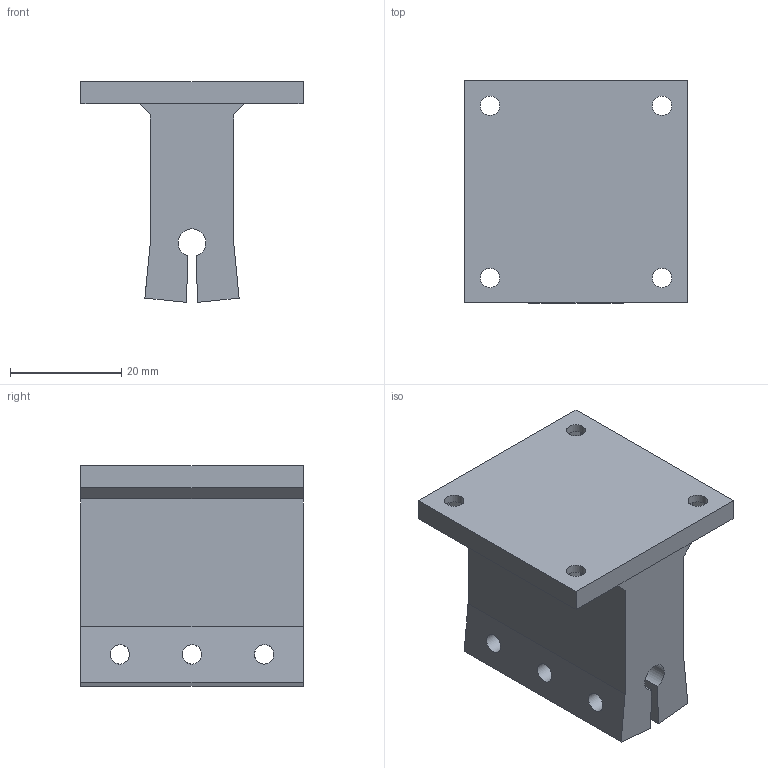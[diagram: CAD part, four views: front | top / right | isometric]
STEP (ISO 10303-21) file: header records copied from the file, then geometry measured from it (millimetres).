
FILE_DESCRIPTION(('FreeCAD Model'),'2;1');
FILE_NAME('filament_holder_rear.step' ,'2020-03-14T14:40:52',('Author'),(''), 'Open CASCADE STEP processor 7.3','FreeCAD','Unknown');
FILE_SCHEMA(('AUTOMOTIVE_DESIGN { 1 0 10303 214 1 1 1 1 }'));
Length unit declared in the file: millimetre
Products named in the file (1): Body
Bounding box: 40 x 40 x 39.75 mm (x, y, z)
Volume: 25984 mm3; surface area: 9424.2 mm2
Topology: 1 solids, 1 shells, 79 faces, 210 edges, 140 vertices
Faces by surface type: plane 68, cylinder 11
Full cylindrical faces by diameter (mm): 3.5 x10
Entity records: 5352 total; most frequent: CARTESIAN_POINT 1021, DIRECTION 797, LINE 577, VECTOR 577, ORIENTED_EDGE 420, PCURVE 420, DEFINITIONAL_REPRESENTATION 420, EDGE_CURVE 210
